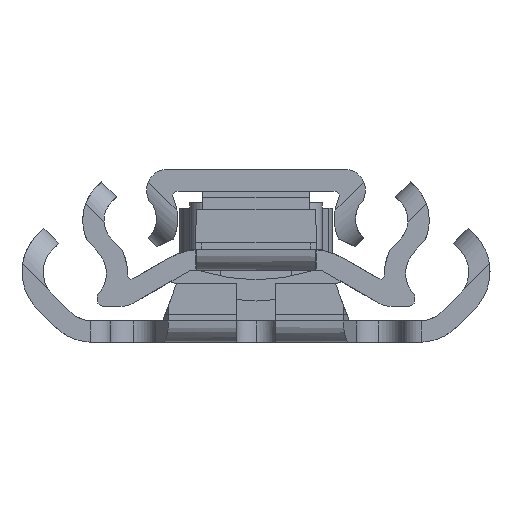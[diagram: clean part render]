
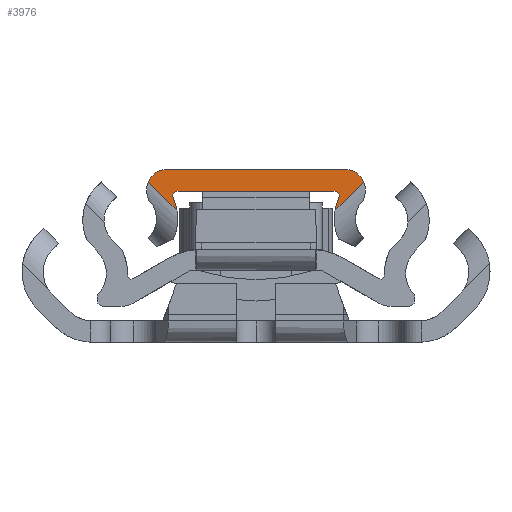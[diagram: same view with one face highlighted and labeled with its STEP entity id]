
A CAD part, left-side view. The second image highlights one B-rep face of the part: STEP entity #3976.
In plain terms, the highlighted planar face has unit normal (-1, 0, 0).
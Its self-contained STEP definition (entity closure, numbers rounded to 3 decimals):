
#147 = VERTEX_POINT ( 'NONE', #2147 ) ;
#227 = CARTESIAN_POINT ( 'NONE',  ( 0., 6.935, 12. ) ) ;
#494 = CARTESIAN_POINT ( 'NONE',  ( 0., -6.935, 13. ) ) ;
#542 = ORIENTED_EDGE ( 'NONE', *, *, #662, .F. ) ;
#626 = CIRCLE ( 'NONE', #6731, 3.584 ) ;
#662 = EDGE_CURVE ( 'NONE', #6250, #8342, #2537, .T. ) ;
#794 = DIRECTION ( 'NONE',  ( 0., 0., -1. ) ) ;
#840 = LINE ( 'NONE', #6679, #4773 ) ;
#896 = CARTESIAN_POINT ( 'NONE',  ( 0., 6.584, 11.434 ) ) ;
#1086 = DIRECTION ( 'NONE',  ( 0., 0., -1. ) ) ;
#1115 = CARTESIAN_POINT ( 'NONE',  ( 0., 8.124, 12.07 ) ) ;
#1297 = EDGE_CURVE ( 'NONE', #2244, #10624, #8470, .T. ) ;
#1307 = AXIS2_PLACEMENT_3D ( 'NONE', #4216, #1521, #1739 ) ;
#1521 = DIRECTION ( 'NONE',  ( -1., 0., 0. ) ) ;
#1571 = CARTESIAN_POINT ( 'NONE',  ( 0., -5.949, 9.893 ) ) ;
#1739 = DIRECTION ( 'NONE',  ( 0., 0., -1. ) ) ;
#1932 = VERTEX_POINT ( 'NONE', #8228 ) ;
#1964 = VERTEX_POINT ( 'NONE', #5883 ) ;
#2006 = AXIS2_PLACEMENT_3D ( 'NONE', #227, #3097, #2164 ) ;
#2147 = CARTESIAN_POINT ( 'NONE',  ( 0., -5.881, 11.4 ) ) ;
#2164 = DIRECTION ( 'NONE',  ( 0., 0., -1. ) ) ;
#2244 = VERTEX_POINT ( 'NONE', #6411 ) ;
#2291 = DIRECTION ( 'NONE',  ( 0., -0.707, -0.708 ) ) ;
#2320 = EDGE_CURVE ( 'NONE', #4313, #3098, #840, .T. ) ;
#2527 = PLANE ( 'NONE',  #2887 ) ;
#2537 = CIRCLE ( 'NONE', #3769, 0.4 ) ;
#2778 = CARTESIAN_POINT ( 'NONE',  ( 0., 5.881, 11.4 ) ) ;
#2863 = DIRECTION ( 'NONE',  ( 1., 0., 0. ) ) ;
#2887 = AXIS2_PLACEMENT_3D ( 'NONE', #896, #4230, #794 ) ;
#2930 = ORIENTED_EDGE ( 'NONE', *, *, #9052, .F. ) ;
#2967 = ORIENTED_EDGE ( 'NONE', *, *, #6884, .F. ) ;
#3013 = ORIENTED_EDGE ( 'NONE', *, *, #2320, .T. ) ;
#3045 = DIRECTION ( 'NONE',  ( 0., -1., 0. ) ) ;
#3097 = DIRECTION ( 'NONE',  ( 1., 0., 0. ) ) ;
#3098 = VERTEX_POINT ( 'NONE', #7445 ) ;
#3387 = ORIENTED_EDGE ( 'NONE', *, *, #8941, .F. ) ;
#3643 = DIRECTION ( 'NONE',  ( 0., 1., 0. ) ) ;
#3750 = VECTOR ( 'NONE', #3643, 1000. ) ;
#3769 = AXIS2_PLACEMENT_3D ( 'NONE', #9802, #4068, #9094 ) ;
#3976 = ADVANCED_FACE ( 'NONE', ( #8217 ), #2527, .F. ) ;
#4068 = DIRECTION ( 'NONE',  ( -1., 0., 0. ) ) ;
#4216 = CARTESIAN_POINT ( 'NONE',  ( 0., -5.881, 11. ) ) ;
#4230 = DIRECTION ( 'NONE',  ( 1., 0., 0. ) ) ;
#4252 = CIRCLE ( 'NONE', #8255, 1.666 ) ;
#4263 = CIRCLE ( 'NONE', #9329, 1.666 ) ;
#4313 = VERTEX_POINT ( 'NONE', #1571 ) ;
#4407 = ORIENTED_EDGE ( 'NONE', *, *, #1297, .F. ) ;
#4409 = EDGE_CURVE ( 'NONE', #4969, #147, #10044, .T. ) ;
#4518 = ORIENTED_EDGE ( 'NONE', *, *, #7688, .F. ) ;
#4537 = DIRECTION ( 'NONE',  ( 1., 0., 0. ) ) ;
#4560 = DIRECTION ( 'NONE',  ( 1., 0., 0. ) ) ;
#4561 = ORIENTED_EDGE ( 'NONE', *, *, #8067, .F. ) ;
#4735 = VERTEX_POINT ( 'NONE', #8300 ) ;
#4738 = DIRECTION ( 'NONE',  ( 0., 0., -1. ) ) ;
#4773 = VECTOR ( 'NONE', #6575, 1000. ) ;
#4969 = VERTEX_POINT ( 'NONE', #10306 ) ;
#5153 = EDGE_LOOP ( 'NONE', ( #3387, #3013, #2967, #4407, #2930, #7510, #6188, #10254, #4561, #542, #4518, #6521 ) ) ;
#5219 = DIRECTION ( 'NONE',  ( 0., 0., -1. ) ) ;
#5622 = CARTESIAN_POINT ( 'NONE',  ( 0., -7.462, 12.85 ) ) ;
#5883 = CARTESIAN_POINT ( 'NONE',  ( 0., 5.949, 9.893 ) ) ;
#6188 = ORIENTED_EDGE ( 'NONE', *, *, #9032, .F. ) ;
#6250 = VERTEX_POINT ( 'NONE', #2778 ) ;
#6411 = CARTESIAN_POINT ( 'NONE',  ( 0., -6.935, 13. ) ) ;
#6521 = ORIENTED_EDGE ( 'NONE', *, *, #4409, .F. ) ;
#6575 = DIRECTION ( 'NONE',  ( 0., -0.707, 0.708 ) ) ;
#6679 = CARTESIAN_POINT ( 'NONE',  ( 0., -0.462, 4.398 ) ) ;
#6729 = CIRCLE ( 'NONE', #2006, 1. ) ;
#6731 = AXIS2_PLACEMENT_3D ( 'NONE', #10152, #4537, #1086 ) ;
#6880 = VERTEX_POINT ( 'NONE', #1115 ) ;
#6884 = EDGE_CURVE ( 'NONE', #10624, #3098, #4252, .T. ) ;
#7103 = LINE ( 'NONE', #9603, #3750 ) ;
#7198 = DIRECTION ( 'NONE',  ( 0., 0., -1. ) ) ;
#7241 = VECTOR ( 'NONE', #2291, 1000. ) ;
#7445 = CARTESIAN_POINT ( 'NONE',  ( 0., -8.124, 12.07 ) ) ;
#7510 = ORIENTED_EDGE ( 'NONE', *, *, #10229, .F. ) ;
#7651 = CARTESIAN_POINT ( 'NONE',  ( 0., 6.584, 11.434 ) ) ;
#7688 = EDGE_CURVE ( 'NONE', #147, #6250, #7103, .T. ) ;
#7935 = CIRCLE ( 'NONE', #9330, 3.584 ) ;
#8004 = CARTESIAN_POINT ( 'NONE',  ( 0., 7.037, 10.982 ) ) ;
#8067 = EDGE_CURVE ( 'NONE', #8342, #1964, #7935, .T. ) ;
#8217 = FACE_OUTER_BOUND ( 'NONE', #5153, .T. ) ;
#8228 = CARTESIAN_POINT ( 'NONE',  ( 0., 7.462, 12.85 ) ) ;
#8255 = AXIS2_PLACEMENT_3D ( 'NONE', #10238, #4560, #8666 ) ;
#8300 = CARTESIAN_POINT ( 'NONE',  ( 0., 6.935, 13. ) ) ;
#8342 = VERTEX_POINT ( 'NONE', #10067 ) ;
#8470 = CIRCLE ( 'NONE', #10533, 1. ) ;
#8532 = DIRECTION ( 'NONE',  ( 1., 0., 0. ) ) ;
#8666 = DIRECTION ( 'NONE',  ( 0., 0., -1. ) ) ;
#8919 = LINE ( 'NONE', #8004, #7241 ) ;
#8941 = EDGE_CURVE ( 'NONE', #4313, #4969, #626, .T. ) ;
#9032 = EDGE_CURVE ( 'NONE', #6880, #1932, #4263, .T. ) ;
#9052 = EDGE_CURVE ( 'NONE', #4735, #2244, #9567, .T. ) ;
#9094 = DIRECTION ( 'NONE',  ( 0., 0., -1. ) ) ;
#9329 = AXIS2_PLACEMENT_3D ( 'NONE', #7651, #8532, #4738 ) ;
#9330 = AXIS2_PLACEMENT_3D ( 'NONE', #9544, #2863, #5219 ) ;
#9399 = CARTESIAN_POINT ( 'NONE',  ( 0., -6.935, 12. ) ) ;
#9495 = EDGE_CURVE ( 'NONE', #6880, #1964, #8919, .T. ) ;
#9544 = CARTESIAN_POINT ( 'NONE',  ( 0., 9.485, 9.3 ) ) ;
#9567 = LINE ( 'NONE', #494, #10364 ) ;
#9603 = CARTESIAN_POINT ( 'NONE',  ( 0., 5.881, 11.4 ) ) ;
#9759 = DIRECTION ( 'NONE',  ( 1., 0., 0. ) ) ;
#9802 = CARTESIAN_POINT ( 'NONE',  ( 0., 5.881, 11. ) ) ;
#10044 = CIRCLE ( 'NONE', #1307, 0.4 ) ;
#10067 = CARTESIAN_POINT ( 'NONE',  ( 0., 6.243, 10.829 ) ) ;
#10152 = CARTESIAN_POINT ( 'NONE',  ( 0., -9.484, 9.3 ) ) ;
#10229 = EDGE_CURVE ( 'NONE', #1932, #4735, #6729, .T. ) ;
#10238 = CARTESIAN_POINT ( 'NONE',  ( 0., -6.584, 11.434 ) ) ;
#10254 = ORIENTED_EDGE ( 'NONE', *, *, #9495, .T. ) ;
#10306 = CARTESIAN_POINT ( 'NONE',  ( 0., -6.243, 10.829 ) ) ;
#10364 = VECTOR ( 'NONE', #3045, 1000. ) ;
#10533 = AXIS2_PLACEMENT_3D ( 'NONE', #9399, #9759, #7198 ) ;
#10624 = VERTEX_POINT ( 'NONE', #5622 ) ;
